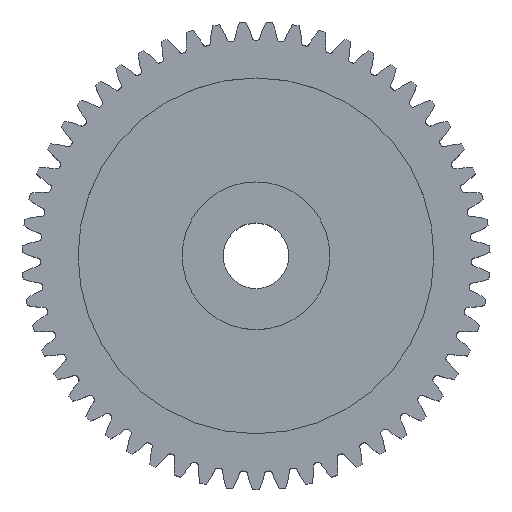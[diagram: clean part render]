
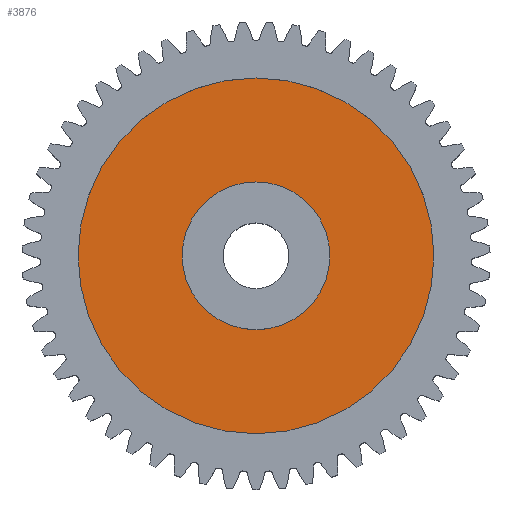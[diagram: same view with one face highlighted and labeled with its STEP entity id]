
A CAD part, top view. The second image highlights one B-rep face of the part: STEP entity #3876.
In plain terms, the highlighted planar face has unit normal (0, 0, 1).
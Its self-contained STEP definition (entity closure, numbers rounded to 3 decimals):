
#3126 = VERTEX_POINT ( 'NONE', #12647 ) ;
#3128 = VERTEX_POINT ( 'NONE', #12560 ) ;
#3371 = EDGE_CURVE ( 'NONE', #3126, #3128, #7080, .T. ) ;
#3382 = VERTEX_POINT ( 'NONE', #6888 ) ;
#3383 = VERTEX_POINT ( 'NONE', #6899 ) ;
#3386 = EDGE_CURVE ( 'NONE', #3383, #3382, #6891, .T. ) ;
#3871 = EDGE_CURVE ( 'NONE', #3382, #3383, #7752, .T. ) ;
#3876 = ADVANCED_FACE ( 'NONE', ( #7703, #7749 ), #7742, .F. ) ;
#3878 = ORIENTED_EDGE ( 'NONE', *, *, #3894, .T. ) ;
#3879 = EDGE_LOOP ( 'NONE', ( #3880, #3943 ) ) ;
#3880 = ORIENTED_EDGE ( 'NONE', *, *, #3871, .F. ) ;
#3889 = ORIENTED_EDGE ( 'NONE', *, *, #3371, .T. ) ;
#3894 = EDGE_CURVE ( 'NONE', #3128, #3126, #7787, .T. ) ;
#3943 = ORIENTED_EDGE ( 'NONE', *, *, #3386, .F. ) ;
#3946 = EDGE_LOOP ( 'NONE', ( #3889, #3878 ) ) ;
#6871 = DIRECTION ( 'NONE',  ( -1., 0., 0. ) ) ;
#6872 = DIRECTION ( 'NONE',  ( 0., 0., -1. ) ) ;
#6879 = AXIS2_PLACEMENT_3D ( 'NONE', #6882, #6872, #6871 ) ;
#6882 = CARTESIAN_POINT ( 'NONE',  ( 0., 0., 8.5 ) ) ;
#6888 = CARTESIAN_POINT ( 'NONE',  ( -32.5, 0., 8.5 ) ) ;
#6891 = CIRCLE ( 'NONE', #6879, 32.5 ) ;
#6899 = CARTESIAN_POINT ( 'NONE',  ( 32.5, 0., 8.5 ) ) ;
#6901 = DIRECTION ( 'NONE',  ( -1., 0., 0. ) ) ;
#6902 = DIRECTION ( 'NONE',  ( 0., 0., -1. ) ) ;
#6903 = AXIS2_PLACEMENT_3D ( 'NONE', #7079, #6902, #6901 ) ;
#7079 = CARTESIAN_POINT ( 'NONE',  ( 0., 0., 8.5 ) ) ;
#7080 = CIRCLE ( 'NONE', #6903, 13.5 ) ;
#7702 = AXIS2_PLACEMENT_3D ( 'NONE', #7746, #7745, #7744 ) ;
#7703 = FACE_BOUND ( 'NONE', #3946, .T. ) ;
#7709 = CARTESIAN_POINT ( 'NONE',  ( 0., 0., 8.5 ) ) ;
#7716 = AXIS2_PLACEMENT_3D ( 'NONE', #7709, #7748, #7738 ) ;
#7737 = AXIS2_PLACEMENT_3D ( 'NONE', #7783, #7782, #7781 ) ;
#7738 = DIRECTION ( 'NONE',  ( -1., 0., 0. ) ) ;
#7742 = PLANE ( 'NONE',  #7716 ) ;
#7744 = DIRECTION ( 'NONE',  ( -1., 0., 0. ) ) ;
#7745 = DIRECTION ( 'NONE',  ( 0., 0., -1. ) ) ;
#7746 = CARTESIAN_POINT ( 'NONE',  ( 0., 0., 8.5 ) ) ;
#7748 = DIRECTION ( 'NONE',  ( 0., 0., -1. ) ) ;
#7749 = FACE_OUTER_BOUND ( 'NONE', #3879, .T. ) ;
#7752 = CIRCLE ( 'NONE', #7702, 32.5 ) ;
#7781 = DIRECTION ( 'NONE',  ( -1., 0., 0. ) ) ;
#7782 = DIRECTION ( 'NONE',  ( 0., 0., -1. ) ) ;
#7783 = CARTESIAN_POINT ( 'NONE',  ( 0., 0., 8.5 ) ) ;
#7787 = CIRCLE ( 'NONE', #7737, 13.5 ) ;
#12560 = CARTESIAN_POINT ( 'NONE',  ( 13.5, 0., 8.5 ) ) ;
#12647 = CARTESIAN_POINT ( 'NONE',  ( -13.5, 0., 8.5 ) ) ;
